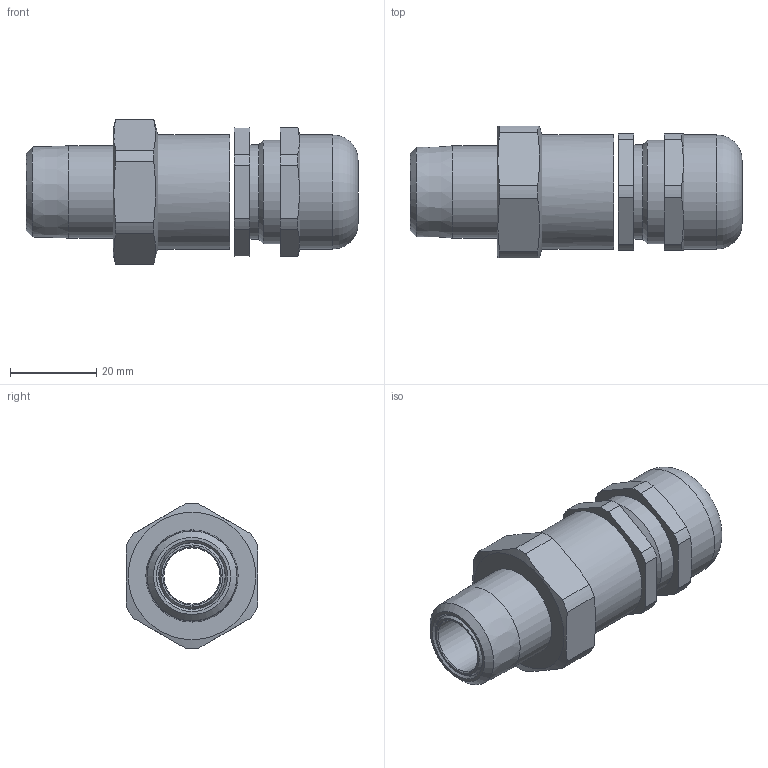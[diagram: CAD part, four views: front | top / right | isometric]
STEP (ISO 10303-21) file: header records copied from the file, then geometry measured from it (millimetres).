
FILE_DESCRIPTION (( 'STEP AP203' ), '1' );
FILE_NAME ('20PXSS2KREX1RA031.STEP', '2018-02-06T13:25:26', ( '' ), ( '' ), 'SwSTEP 2.0', 'SolidWorks 2017', '' );
FILE_SCHEMA (( 'CONFIG_CONTROL_DESIGN' ));
Length unit declared in the file: millimetre
Products named in the file (1): 20PXSS2KREX1RA031
Bounding box: 76.85 x 30.5 x 33.54 mm (x, y, z)
Surface area: 11978.2 mm2 (no closed solid volume)
Topology: 0 solids, 9 shells, 107 faces, 441 edges, 343 vertices
Faces by surface type: plane 45, cylinder 28, bspline 21, cone 12, torus 1
Full cylindrical faces by diameter (mm): 13 x1, 14 x1, 14.2 x1, 15.45 x1, 21.34 x1, 21.8 x1, 22.2 x1, 24 x1, 26.4 x1, 26.6 x1
Entity records: 7305 total; most frequent: CARTESIAN_POINT 4078, ORIENTED_EDGE 590, DIRECTION 506, EDGE_CURVE 413, VERTEX_POINT 338, VECTOR 194, LINE 194, EDGE_LOOP 157
